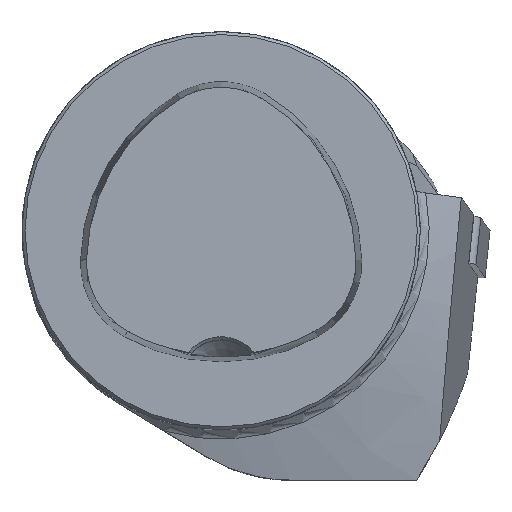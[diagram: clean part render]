
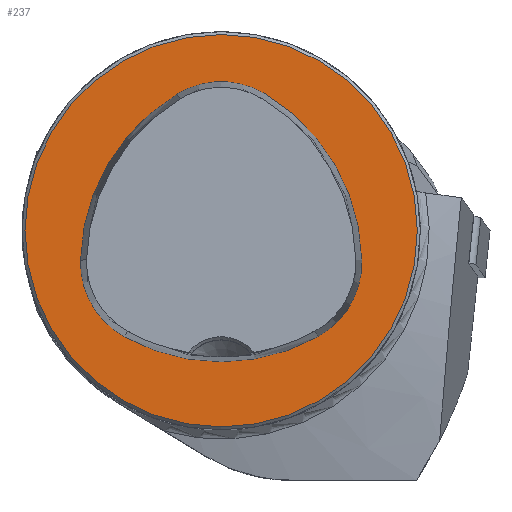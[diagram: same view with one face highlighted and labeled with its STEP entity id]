
A CAD part, top view. The second image highlights one B-rep face of the part: STEP entity #237.
In plain terms, the highlighted planar face has unit normal (0, 0, 1).
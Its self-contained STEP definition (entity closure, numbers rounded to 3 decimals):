
#102=FACE_BOUND('',#474,.T.);
#103=FACE_BOUND('',#475,.T.);
#165=CIRCLE('',#1856,20.063);
#167=CIRCLE('',#1859,20.063);
#168=CIRCLE('',#1860,8.563);
#169=CIRCLE('',#1861,8.563);
#170=CIRCLE('',#1862,20.063);
#171=CIRCLE('',#1863,8.563);
#172=CIRCLE('',#1864,19.7);
#237=ADVANCED_FACE('CU_FL_N1_SU_1',(#102,#103),#325,.T.);
#325=PLANE('',#1865);
#474=EDGE_LOOP('',(#737,#738,#739,#740,#741,#742));
#475=EDGE_LOOP('',(#743));
#737=ORIENTED_EDGE('',*,*,#1365,.F.);
#738=ORIENTED_EDGE('',*,*,#1366,.F.);
#739=ORIENTED_EDGE('',*,*,#1358,.F.);
#740=ORIENTED_EDGE('',*,*,#1367,.F.);
#741=ORIENTED_EDGE('',*,*,#1368,.F.);
#742=ORIENTED_EDGE('',*,*,#1369,.F.);
#743=ORIENTED_EDGE('',*,*,#1370,.T.);
#1181=VERTEX_POINT('',#2968);
#1182=VERTEX_POINT('',#2970);
#1188=VERTEX_POINT('',#3002);
#1189=VERTEX_POINT('',#3003);
#1190=VERTEX_POINT('',#3006);
#1191=VERTEX_POINT('',#3008);
#1192=VERTEX_POINT('',#3011);
#1358=EDGE_CURVE('',#1181,#1182,#165,.T.);
#1365=EDGE_CURVE('',#1188,#1189,#167,.T.);
#1366=EDGE_CURVE('',#1182,#1188,#168,.T.);
#1367=EDGE_CURVE('',#1190,#1181,#169,.T.);
#1368=EDGE_CURVE('',#1191,#1190,#170,.T.);
#1369=EDGE_CURVE('',#1189,#1191,#171,.T.);
#1370=EDGE_CURVE('',#1192,#1192,#172,.T.);
#1856=AXIS2_PLACEMENT_3D('',#2969,#2110,#2111);
#1859=AXIS2_PLACEMENT_3D('',#3001,#2117,#2118);
#1860=AXIS2_PLACEMENT_3D('',#3004,#2119,#2120);
#1861=AXIS2_PLACEMENT_3D('',#3005,#2121,#2122);
#1862=AXIS2_PLACEMENT_3D('',#3007,#2123,#2124);
#1863=AXIS2_PLACEMENT_3D('',#3009,#2125,#2126);
#1864=AXIS2_PLACEMENT_3D('',#3010,#2127,#2128);
#1865=AXIS2_PLACEMENT_3D('',#3012,#2129,#2130);
#2110=DIRECTION('',(0.,0.,1.));
#2111=DIRECTION('',(-1.,0.,0.));
#2117=DIRECTION('',(0.,0.,1.));
#2118=DIRECTION('',(-1.,0.,0.));
#2119=DIRECTION('',(0.,0.,1.));
#2120=DIRECTION('',(-1.,0.,0.));
#2121=DIRECTION('',(0.,0.,1.));
#2122=DIRECTION('',(-1.,0.,0.));
#2123=DIRECTION('',(0.,0.,1.));
#2124=DIRECTION('',(-1.,0.,0.));
#2125=DIRECTION('',(0.,0.,1.));
#2126=DIRECTION('',(-1.,0.,0.));
#2127=DIRECTION('',(0.,0.,1.));
#2128=DIRECTION('',(-1.,0.,0.));
#2129=DIRECTION('',(0.,0.,1.));
#2130=DIRECTION('',(-1.,0.,0.));
#2968=CARTESIAN_POINT('',(-9.704,-10.66,0.));
#2969=CARTESIAN_POINT('',(0.,6.9,0.));
#2970=CARTESIAN_POINT('',(9.704,-10.66,0.));
#3001=CARTESIAN_POINT('',(-5.934,-3.451,0.));
#3002=CARTESIAN_POINT('',(14.123,-2.953,0.));
#3003=CARTESIAN_POINT('',(4.418,13.735,0.));
#3004=CARTESIAN_POINT('',(5.562,-3.165,0.));
#3005=CARTESIAN_POINT('',(-5.562,-3.165,0.));
#3006=CARTESIAN_POINT('',(-14.123,-2.953,0.));
#3007=CARTESIAN_POINT('',(5.934,-3.451,0.));
#3008=CARTESIAN_POINT('',(-4.418,13.735,0.));
#3009=CARTESIAN_POINT('',(0.,6.4,0.));
#3010=CARTESIAN_POINT('',(0.,0.,0.));
#3011=CARTESIAN_POINT('',(-19.7,0.,0.));
#3012=CARTESIAN_POINT('',(0.,0.,0.));
